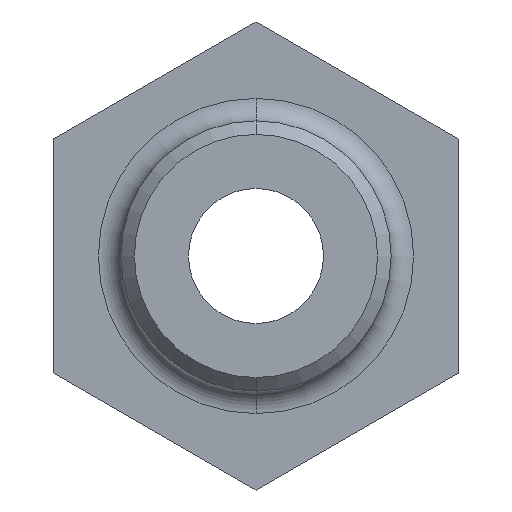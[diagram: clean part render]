
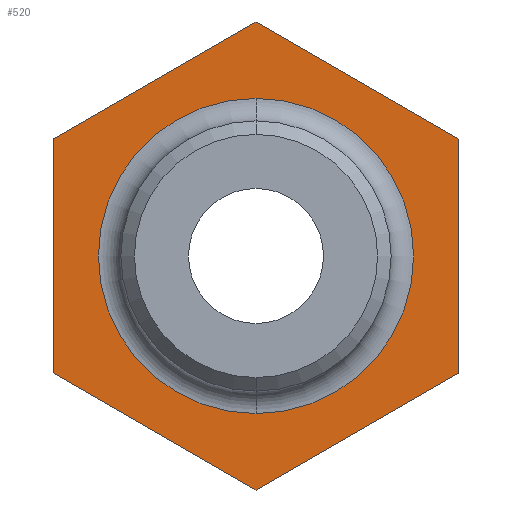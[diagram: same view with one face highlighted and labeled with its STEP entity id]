
A CAD part, front view. The second image highlights one B-rep face of the part: STEP entity #520.
In plain terms, the highlighted planar face has unit normal (0, -1, 0).
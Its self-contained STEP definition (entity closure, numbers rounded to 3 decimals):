
#4 = CIRCLE ( 'NONE', #76, 3.5 ) ;
#10 = VECTOR ( 'NONE', #773, 1000. ) ;
#11 = LINE ( 'NONE', #774, #10 ) ;
#14 = VECTOR ( 'NONE', #653, 1000. ) ;
#42 = AXIS2_PLACEMENT_3D ( 'NONE', #614, #542, #581 ) ;
#76 = AXIS2_PLACEMENT_3D ( 'NONE', #777, #776, #775 ) ;
#86 = AXIS2_PLACEMENT_3D ( 'NONE', #450, #449, #448 ) ;
#89 = EDGE_CURVE ( 'NONE', #480, #484, #344, .T. ) ;
#105 = EDGE_CURVE ( 'NONE', #454, #460, #210, .T. ) ;
#114 = EDGE_CURVE ( 'NONE', #484, #480, #4, .T. ) ;
#115 = EDGE_CURVE ( 'NONE', #453, #454, #11, .T. ) ;
#121 = EDGE_CURVE ( 'NONE', #460, #456, #137, .T. ) ;
#123 = EDGE_CURVE ( 'NONE', #455, #458, #141, .T. ) ;
#129 = EDGE_CURVE ( 'NONE', #458, #453, #236, .T. ) ;
#130 = EDGE_CURVE ( 'NONE', #456, #455, #348, .T. ) ;
#137 = LINE ( 'NONE', #758, #142 ) ;
#139 = VECTOR ( 'NONE', #746, 1000. ) ;
#141 = LINE ( 'NONE', #747, #139 ) ;
#142 = VECTOR ( 'NONE', #756, 1000. ) ;
#153 = EDGE_LOOP ( 'NONE', ( #172, #173 ) ) ;
#172 = ORIENTED_EDGE ( 'NONE', *, *, #89, .T. ) ;
#173 = ORIENTED_EDGE ( 'NONE', *, *, #114, .T. ) ;
#174 = ORIENTED_EDGE ( 'NONE', *, *, #105, .F. ) ;
#175 = ORIENTED_EDGE ( 'NONE', *, *, #115, .F. ) ;
#176 = ORIENTED_EDGE ( 'NONE', *, *, #129, .F. ) ;
#177 = ORIENTED_EDGE ( 'NONE', *, *, #123, .F. ) ;
#178 = ORIENTED_EDGE ( 'NONE', *, *, #130, .F. ) ;
#179 = ORIENTED_EDGE ( 'NONE', *, *, #121, .F. ) ;
#210 = LINE ( 'NONE', #674, #14 ) ;
#236 = LINE ( 'NONE', #734, #237 ) ;
#237 = VECTOR ( 'NONE', #733, 1000. ) ;
#238 = VECTOR ( 'NONE', #729, 1000. ) ;
#297 = FACE_OUTER_BOUND ( 'NONE', #405, .T. ) ;
#299 = FACE_BOUND ( 'NONE', #153, .T. ) ;
#344 = CIRCLE ( 'NONE', #86, 3.5 ) ;
#348 = LINE ( 'NONE', #736, #238 ) ;
#405 = EDGE_LOOP ( 'NONE', ( #174, #175, #176, #177, #178, #179 ) ) ;
#448 = DIRECTION ( 'NONE',  ( 0., 0., -1. ) ) ;
#449 = DIRECTION ( 'NONE',  ( 0., 1., 0. ) ) ;
#450 = CARTESIAN_POINT ( 'NONE',  ( 0., 6., 0. ) ) ;
#453 = VERTEX_POINT ( 'NONE', #728 ) ;
#454 = VERTEX_POINT ( 'NONE', #704 ) ;
#455 = VERTEX_POINT ( 'NONE', #706 ) ;
#456 = VERTEX_POINT ( 'NONE', #703 ) ;
#458 = VERTEX_POINT ( 'NONE', #702 ) ;
#460 = VERTEX_POINT ( 'NONE', #701 ) ;
#480 = VERTEX_POINT ( 'NONE', #682 ) ;
#484 = VERTEX_POINT ( 'NONE', #678 ) ;
#520 = ADVANCED_FACE ( 'NONE', ( #299, #297 ), #530, .T. ) ;
#530 = PLANE ( 'NONE',  #42 ) ;
#542 = DIRECTION ( 'NONE',  ( 0., -1., 0. ) ) ;
#581 = DIRECTION ( 'NONE',  ( 0., 0., -1. ) ) ;
#614 = CARTESIAN_POINT ( 'NONE',  ( -4.5, 6., 2.598 ) ) ;
#653 = DIRECTION ( 'NONE',  ( 0.866, 0., 0.5 ) ) ;
#674 = CARTESIAN_POINT ( 'NONE',  ( -4.5, 6., 2.598 ) ) ;
#678 = CARTESIAN_POINT ( 'NONE',  ( 0., 6., 3.5 ) ) ;
#682 = CARTESIAN_POINT ( 'NONE',  ( 0., 6., -3.5 ) ) ;
#701 = CARTESIAN_POINT ( 'NONE',  ( 0., 6., 5.196 ) ) ;
#702 = CARTESIAN_POINT ( 'NONE',  ( 0., 6., -5.196 ) ) ;
#703 = CARTESIAN_POINT ( 'NONE',  ( 4.5, 6., 2.598 ) ) ;
#704 = CARTESIAN_POINT ( 'NONE',  ( -4.5, 6., 2.598 ) ) ;
#706 = CARTESIAN_POINT ( 'NONE',  ( 4.5, 6., -2.598 ) ) ;
#728 = CARTESIAN_POINT ( 'NONE',  ( -4.5, 6., -2.598 ) ) ;
#729 = DIRECTION ( 'NONE',  ( 0., 0., -1. ) ) ;
#733 = DIRECTION ( 'NONE',  ( -0.866, 0., 0.5 ) ) ;
#734 = CARTESIAN_POINT ( 'NONE',  ( 0., 6., -5.196 ) ) ;
#736 = CARTESIAN_POINT ( 'NONE',  ( 4.5, 6., 2.598 ) ) ;
#746 = DIRECTION ( 'NONE',  ( -0.866, 0., -0.5 ) ) ;
#747 = CARTESIAN_POINT ( 'NONE',  ( 4.5, 6., -2.598 ) ) ;
#756 = DIRECTION ( 'NONE',  ( 0.866, 0., -0.5 ) ) ;
#758 = CARTESIAN_POINT ( 'NONE',  ( 0., 6., 5.196 ) ) ;
#773 = DIRECTION ( 'NONE',  ( 0., 0., 1. ) ) ;
#774 = CARTESIAN_POINT ( 'NONE',  ( -4.5, 6., -2.598 ) ) ;
#775 = DIRECTION ( 'NONE',  ( 0., 0., -1. ) ) ;
#776 = DIRECTION ( 'NONE',  ( 0., 1., 0. ) ) ;
#777 = CARTESIAN_POINT ( 'NONE',  ( 0., 6., 0. ) ) ;
